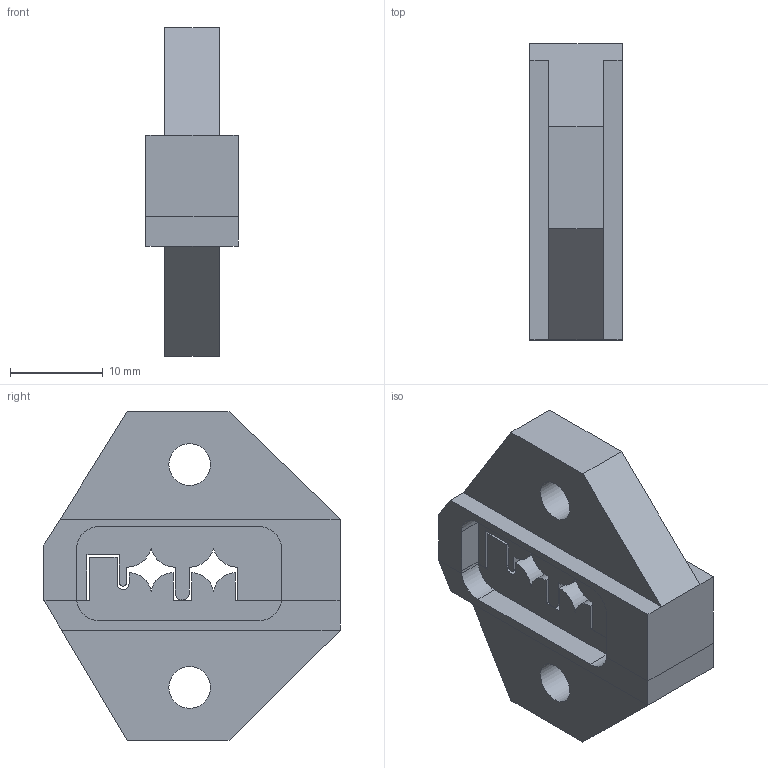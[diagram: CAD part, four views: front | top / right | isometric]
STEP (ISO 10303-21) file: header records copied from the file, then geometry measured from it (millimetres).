
FILE_DESCRIPTION(/* description */ (''),/* implementation_level */ '2;1');
FILE_NAME(/* name */ 'ta 0000 124nxm001-01.stp',/* time_stamp */ '2016-07-06T15:20:13+02:00',/* author */ (''),/* organization */ (''),/* preprocessor_version */ 'ST-DEVELOPER v15',/* originating_system */ 'SIEMENS PLM Software NX 9.0',/* authorisation */ '');
FILE_SCHEMA (('CONFIG_CONTROL_DESIGN'));
Length unit declared in the file: millimetre
Products named in the file (1): ta 0000 124nxm001-01
Bounding box: 10 x 32 x 35.5 mm (x, y, z)
Volume: 5213 mm3; surface area: 3720.6 mm2
Topology: 2 solids, 2 shells, 181 faces, 472 edges, 314 vertices
Faces by surface type: plane 127, extrusion 29, cylinder 25
Full cylindrical faces by diameter (mm): 4.5 x2
Entity records: 6417 total; most frequent: CARTESIAN_POINT 2177, ORIENTED_EDGE 936, DIRECTION 683, EDGE_CURVE 468, VERTEX_POINT 312, VECTOR 277, LINE 248, EDGE_LOOP 206
